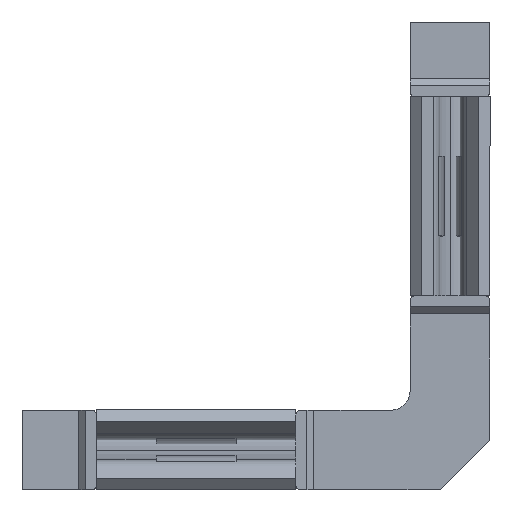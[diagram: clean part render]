
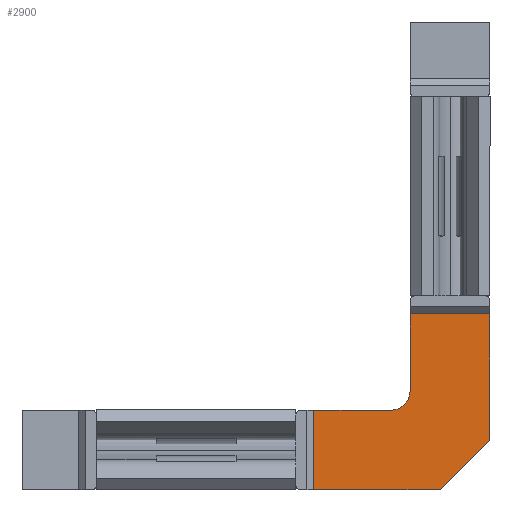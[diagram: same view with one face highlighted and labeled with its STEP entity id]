
A CAD part, top view. The second image highlights one B-rep face of the part: STEP entity #2900.
In plain terms, the highlighted planar face has unit normal (0, 0, 1).
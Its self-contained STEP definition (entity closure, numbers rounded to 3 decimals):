
#215=FACE_OUTER_BOUND('',#363,.T.);
#363=EDGE_LOOP('',(#2654,#2655,#2656,#2657,#2658,#2659,#2660,#2661));
#498=LINE('',#4451,#790);
#512=LINE('',#4481,#804);
#635=LINE('',#4853,#927);
#638=LINE('',#4857,#930);
#643=LINE('',#4875,#935);
#650=LINE('',#4892,#942);
#655=LINE('',#4901,#947);
#790=VECTOR('',#3587,0.768);
#804=VECTOR('',#3613,0.8);
#927=VECTOR('',#3992,0.707);
#930=VECTOR('',#3997,1.268);
#935=VECTOR('',#4016,1.268);
#942=VECTOR('',#4033,0.768);
#947=VECTOR('',#4044,0.8);
#1083=CIRCLE('',#3172,0.2);
#1221=VERTEX_POINT('',#4448);
#1222=VERTEX_POINT('',#4450);
#1232=VERTEX_POINT('',#4480);
#1352=VERTEX_POINT('',#4850);
#1353=VERTEX_POINT('',#4852);
#1355=VERTEX_POINT('',#4861);
#1359=VERTEX_POINT('',#4873);
#1364=VERTEX_POINT('',#4891);
#1567=EDGE_CURVE('',#1222,#1221,#498,.T.);
#1583=EDGE_CURVE('',#1221,#1232,#512,.T.);
#1771=EDGE_CURVE('',#1353,#1352,#635,.T.);
#1774=EDGE_CURVE('',#1353,#1232,#638,.T.);
#1776=EDGE_CURVE('',#1355,#1222,#1083,.T.);
#1783=EDGE_CURVE('',#1352,#1359,#643,.T.);
#1792=EDGE_CURVE('',#1355,#1364,#650,.T.);
#1797=EDGE_CURVE('',#1359,#1364,#655,.T.);
#2654=ORIENTED_EDGE('',*,*,#1783,.T.);
#2655=ORIENTED_EDGE('',*,*,#1797,.T.);
#2656=ORIENTED_EDGE('',*,*,#1792,.F.);
#2657=ORIENTED_EDGE('',*,*,#1776,.T.);
#2658=ORIENTED_EDGE('',*,*,#1567,.T.);
#2659=ORIENTED_EDGE('',*,*,#1583,.T.);
#2660=ORIENTED_EDGE('',*,*,#1774,.F.);
#2661=ORIENTED_EDGE('',*,*,#1771,.T.);
#2756=PLANE('',#3186);
#2900=ADVANCED_FACE('',(#215),#2756,.F.);
#3172=AXIS2_PLACEMENT_3D('',#4862,#4002,#4003);
#3186=AXIS2_PLACEMENT_3D('',#4903,#4047,#4048);
#3587=DIRECTION('',(-1.,0.,0.));
#3613=DIRECTION('',(0.,-1.,0.));
#3992=DIRECTION('',(0.707,0.707,0.));
#3997=DIRECTION('',(-1.,0.,0.));
#4002=DIRECTION('center_axis',(0.,0.,-1.));
#4003=DIRECTION('ref_axis',(0.,-1.,0.));
#4016=DIRECTION('',(0.,1.,0.));
#4033=DIRECTION('',(0.,1.,0.));
#4044=DIRECTION('',(-1.,0.,0.));
#4047=DIRECTION('center_axis',(0.,0.,-1.));
#4048=DIRECTION('ref_axis',(-1.,0.,0.));
#4448=CARTESIAN_POINT('',(-1.368,0.4,0.15));
#4450=CARTESIAN_POINT('',(-0.6,0.4,0.15));
#4451=CARTESIAN_POINT('',(-1.3,0.4,0.15));
#4480=CARTESIAN_POINT('',(-1.368,-0.4,0.15));
#4481=CARTESIAN_POINT('',(-1.368,0.2,0.15));
#4850=CARTESIAN_POINT('',(0.4,0.1,0.15));
#4852=CARTESIAN_POINT('',(-0.1,-0.4,0.15));
#4853=CARTESIAN_POINT('',(0.4,0.1,0.15));
#4857=CARTESIAN_POINT('',(-1.3,-0.4,0.15));
#4861=CARTESIAN_POINT('',(-0.4,0.6,0.15));
#4862=CARTESIAN_POINT('Origin',(-0.6,0.6,0.15));
#4873=CARTESIAN_POINT('',(0.4,1.368,0.15));
#4875=CARTESIAN_POINT('',(0.4,1.3,0.15));
#4891=CARTESIAN_POINT('',(-0.4,1.368,0.15));
#4892=CARTESIAN_POINT('',(-0.4,1.3,0.15));
#4901=CARTESIAN_POINT('',(0.2,1.368,0.15));
#4903=CARTESIAN_POINT('Origin',(0.4,1.3,0.15));
